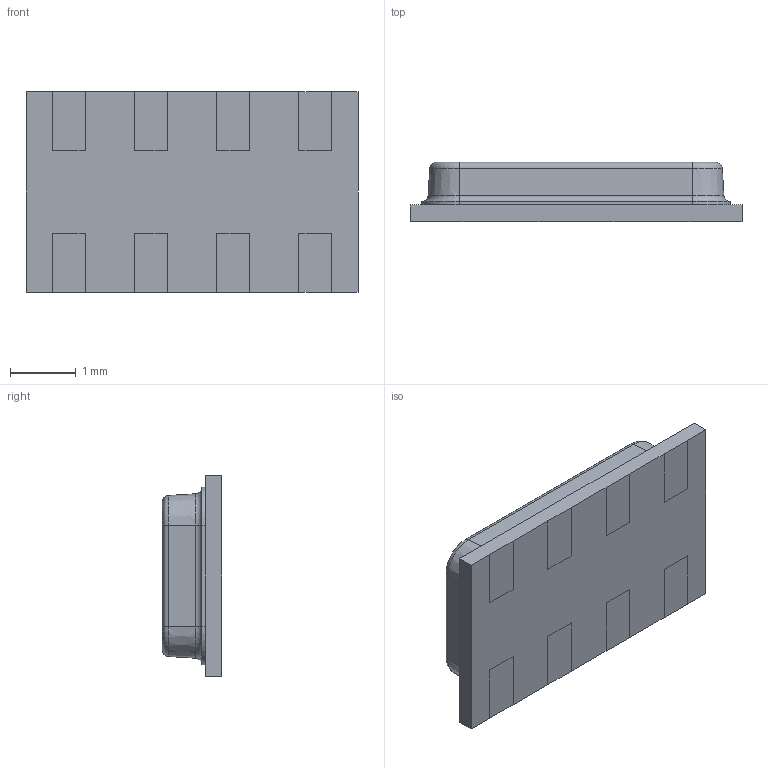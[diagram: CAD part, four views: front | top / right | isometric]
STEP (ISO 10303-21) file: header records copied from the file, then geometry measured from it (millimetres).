
FILE_DESCRIPTION (( 'STEP AP214' ), '1' );
FILE_NAME ('MEAS_MS5611-01BA03.step', '2020-10-19T11:51:59+00:00', 'Stefan Hamminga', '', '', '', '');
FILE_SCHEMA (( 'AUTOMOTIVE_DESIGN' ));
Length unit declared in the file: millimetre
Products named in the file (1): Pressure Sensor [MEAS] [MS5611-01BA03] [Barometric] [SPI] [I2C] [24bit] [5x3x1mm]
Bounding box: 5.05 x 0.9 x 3.05 mm (x, y, z)
Volume: 4.8 mm3; surface area: 72.5 mm2
Topology: 2 solids, 2 shells, 110 faces, 398 edges, 318 vertices
Faces by surface type: plane 58, cylinder 28, torus 16, cone 8
Entity records: 6148 total; most frequent: CARTESIAN_POINT 2422, ORIENTED_EDGE 796, DIRECTION 586, EDGE_CURVE 398, VERTEX_POINT 318, LINE 200, VECTOR 200, AXIS2_PLACEMENT_3D 193
